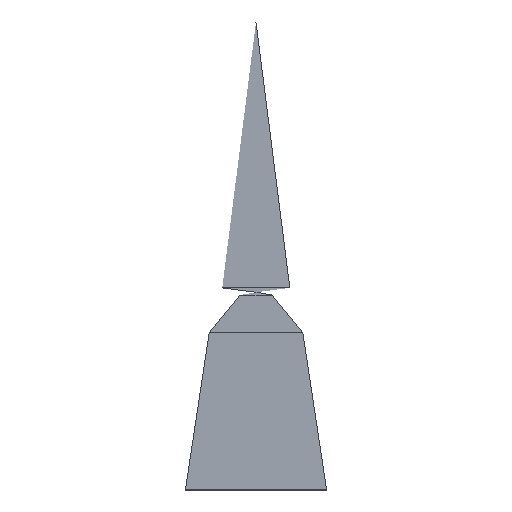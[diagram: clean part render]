
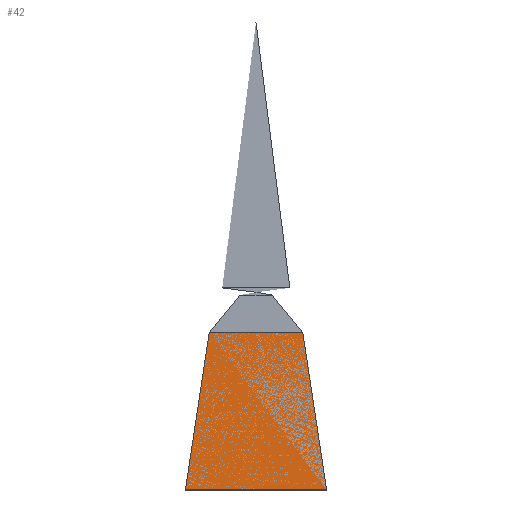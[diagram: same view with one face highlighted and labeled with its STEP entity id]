
A CAD part, left-side view. The second image highlights one B-rep face of the part: STEP entity #42.
In plain terms, the highlighted free-form (B-spline) face has degree [2, 1] with [5, 2] control points.
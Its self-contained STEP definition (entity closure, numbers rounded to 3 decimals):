
#18=B_SPLINE_CURVE_WITH_KNOTS('',1,(#415,#416),.UNSPECIFIED.,.F.,.F.,(2,
2),(-0.039,117.899),.UNSPECIFIED.);
#19=B_SPLINE_CURVE_WITH_KNOTS('',1,(#422,#423),.UNSPECIFIED.,.F.,.F.,(2,
2),(-0.039,117.899),.UNSPECIFIED.);
#42=ADVANCED_FACE('',(#56),#215,.T.);
#56=FACE_OUTER_BOUND('',#70,.T.);
#70=EDGE_LOOP('',(#90,#91,#92,#93));
#90=ORIENTED_EDGE('',*,*,#137,.T.);
#91=ORIENTED_EDGE('',*,*,#139,.T.);
#92=ORIENTED_EDGE('',*,*,#135,.F.);
#93=ORIENTED_EDGE('',*,*,#134,.T.);
#134=EDGE_CURVE('',#194,#196,#166,.T.);
#135=EDGE_CURVE('',#194,#195,#18,.T.);
#137=EDGE_CURVE('',#196,#197,#19,.T.);
#139=EDGE_CURVE('',#197,#195,#169,.T.);
#166=(
BOUNDED_CURVE()
B_SPLINE_CURVE(2,(#410,#411,#412,#413,#414),.UNSPECIFIED.,.F.,.F.)
B_SPLINE_CURVE_WITH_KNOTS((3,2,3),(0.,17.691,35.381),
 .UNSPECIFIED.)
CURVE()
GEOMETRIC_REPRESENTATION_ITEM()
RATIONAL_B_SPLINE_CURVE((1.,0.707,1.,0.707,1.))
REPRESENTATION_ITEM('')
);
#169=(
BOUNDED_CURVE()
B_SPLINE_CURVE(2,(#429,#430,#431,#432,#433),.UNSPECIFIED.,.F.,.F.)
B_SPLINE_CURVE_WITH_KNOTS((3,2,3),(-35.381,-17.691,
0.),.UNSPECIFIED.)
CURVE()
GEOMETRIC_REPRESENTATION_ITEM()
RATIONAL_B_SPLINE_CURVE((1.,0.707,1.,0.707,1.))
REPRESENTATION_ITEM('')
);
#194=VERTEX_POINT('',#406);
#195=VERTEX_POINT('',#407);
#196=VERTEX_POINT('',#408);
#197=VERTEX_POINT('',#409);
#215=(
BOUNDED_SURFACE()
B_SPLINE_SURFACE(2,1,((#386,#387),(#388,#389),(#390,#391),(#392,#393),(#394,
#395)),.UNSPECIFIED.,.F.,.F.,.F.)
B_SPLINE_SURFACE_WITH_KNOTS((3,2,3),(2,2),(0.,17.691,35.381),
(-0.039,117.899),.UNSPECIFIED.)
GEOMETRIC_REPRESENTATION_ITEM()
RATIONAL_B_SPLINE_SURFACE(((1.,1.),(0.707,0.707),
(1.,1.),(0.707,0.707),(1.,1.)))
REPRESENTATION_ITEM('')
SURFACE()
);
#386=CARTESIAN_POINT('',(0.,721.422,69.968));
#387=CARTESIAN_POINT('',(0.,710.849,0.));
#388=CARTESIAN_POINT('',(20.764,721.422,69.968));
#389=CARTESIAN_POINT('',(31.337,710.849,0.));
#390=CARTESIAN_POINT('',(20.764,742.187,69.968));
#391=CARTESIAN_POINT('',(31.337,742.187,0.));
#392=CARTESIAN_POINT('',(20.764,762.951,69.968));
#393=CARTESIAN_POINT('',(31.337,773.524,0.));
#394=CARTESIAN_POINT('',(0.,762.951,69.968));
#395=CARTESIAN_POINT('',(0.,773.524,0.));
#406=CARTESIAN_POINT('',(0.,721.422,69.968));
#407=CARTESIAN_POINT('',(0.,710.849,0.));
#408=CARTESIAN_POINT('',(0.,762.951,69.968));
#409=CARTESIAN_POINT('',(0.,773.524,0.));
#410=CARTESIAN_POINT('',(0.,721.422,69.968));
#411=CARTESIAN_POINT('',(20.764,721.422,69.968));
#412=CARTESIAN_POINT('',(20.764,742.187,69.968));
#413=CARTESIAN_POINT('',(20.764,762.951,69.968));
#414=CARTESIAN_POINT('',(0.,762.951,69.968));
#415=CARTESIAN_POINT('',(0.,721.422,69.968));
#416=CARTESIAN_POINT('',(0.,710.849,0.));
#422=CARTESIAN_POINT('',(0.,762.951,69.968));
#423=CARTESIAN_POINT('',(0.,773.524,0.));
#429=CARTESIAN_POINT('',(0.,773.524,0.));
#430=CARTESIAN_POINT('',(31.337,773.524,0.));
#431=CARTESIAN_POINT('',(31.337,742.187,0.));
#432=CARTESIAN_POINT('',(31.337,710.849,0.));
#433=CARTESIAN_POINT('',(0.,710.849,0.));
